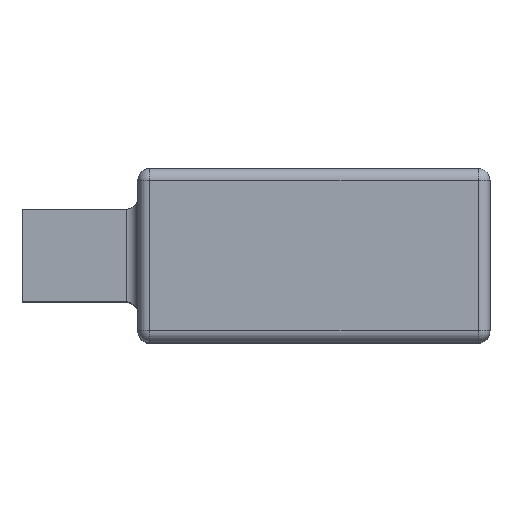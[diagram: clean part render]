
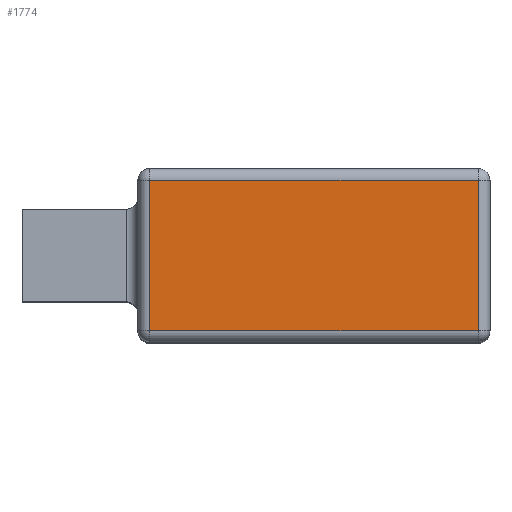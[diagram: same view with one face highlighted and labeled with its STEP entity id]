
A CAD part, top view. The second image highlights one B-rep face of the part: STEP entity #1774.
In plain terms, the highlighted planar face has unit normal (0, 0, 1).
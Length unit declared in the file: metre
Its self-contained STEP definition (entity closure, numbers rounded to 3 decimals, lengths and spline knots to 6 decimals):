
#33 = VERTEX_POINT ( 'NONE', #2283 ) ;
#48 = LINE ( 'NONE', #1375, #1907 ) ;
#109 = VECTOR ( 'NONE', #2323, 1. ) ;
#313 = CARTESIAN_POINT ( 'NONE',  ( -0.0294, 0.001, 0.0301 ) ) ;
#327 = CARTESIAN_POINT ( 'NONE',  ( 0., 0.015, 0.0301 ) ) ;
#390 = AXIS2_PLACEMENT_3D ( 'NONE', #327, #1084, #2243 ) ;
#400 = ORIENTED_EDGE ( 'NONE', *, *, #2308, .T. ) ;
#404 = VECTOR ( 'NONE', #426, 1. ) ;
#426 = DIRECTION ( 'NONE',  ( -1., 0., 0. ) ) ;
#457 = DIRECTION ( 'NONE',  ( 0., -1., 0. ) ) ;
#610 = CARTESIAN_POINT ( 'NONE',  ( -0.001, 0.014, 0.0301 ) ) ;
#625 = CARTESIAN_POINT ( 'NONE',  ( -0.0304, 0.014, 0.0301 ) ) ;
#755 = EDGE_LOOP ( 'NONE', ( #1828, #400, #1530, #1569 ) ) ;
#792 = EDGE_CURVE ( 'NONE', #1841, #33, #2312, .T. ) ;
#802 = EDGE_CURVE ( 'NONE', #2011, #2070, #1739, .T. ) ;
#1084 = DIRECTION ( 'NONE',  ( 0., 0., 1. ) ) ;
#1123 = FACE_OUTER_BOUND ( 'NONE', #755, .T. ) ;
#1187 = DIRECTION ( 'NONE',  ( 0., 1., 0. ) ) ;
#1213 = LINE ( 'NONE', #1617, #1331 ) ;
#1331 = VECTOR ( 'NONE', #457, 1. ) ;
#1375 = CARTESIAN_POINT ( 'NONE',  ( -0.001, 0.015, 0.0301 ) ) ;
#1530 = ORIENTED_EDGE ( 'NONE', *, *, #792, .T. ) ;
#1569 = ORIENTED_EDGE ( 'NONE', *, *, #1981, .T. ) ;
#1617 = CARTESIAN_POINT ( 'NONE',  ( -0.0294, 0.015, 0.0301 ) ) ;
#1739 = LINE ( 'NONE', #1894, #109 ) ;
#1774 = ADVANCED_FACE ( 'NONE', ( #1123 ), #2014, .T. ) ;
#1828 = ORIENTED_EDGE ( 'NONE', *, *, #802, .T. ) ;
#1841 = VERTEX_POINT ( 'NONE', #610 ) ;
#1866 = CARTESIAN_POINT ( 'NONE',  ( -0.001, 0.001, 0.0301 ) ) ;
#1894 = CARTESIAN_POINT ( 'NONE',  ( 0., 0.001, 0.0301 ) ) ;
#1907 = VECTOR ( 'NONE', #1187, 1. ) ;
#1981 = EDGE_CURVE ( 'NONE', #33, #2011, #1213, .T. ) ;
#2011 = VERTEX_POINT ( 'NONE', #313 ) ;
#2014 = PLANE ( 'NONE',  #390 ) ;
#2070 = VERTEX_POINT ( 'NONE', #1866 ) ;
#2243 = DIRECTION ( 'NONE',  ( 1., 0., 0. ) ) ;
#2283 = CARTESIAN_POINT ( 'NONE',  ( -0.0294, 0.014, 0.0301 ) ) ;
#2308 = EDGE_CURVE ( 'NONE', #2070, #1841, #48, .T. ) ;
#2312 = LINE ( 'NONE', #625, #404 ) ;
#2323 = DIRECTION ( 'NONE',  ( 1., 0., 0. ) ) ;
